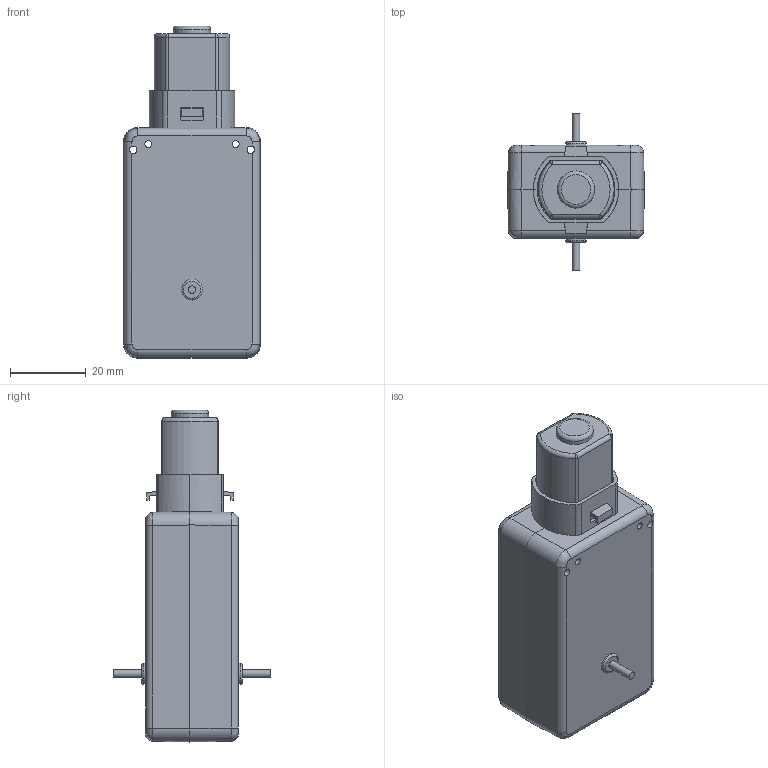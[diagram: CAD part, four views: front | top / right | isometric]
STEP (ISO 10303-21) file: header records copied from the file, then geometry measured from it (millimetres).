
FILE_DESCRIPTION(/* description */ ('STEP AP242','CAx-IF Rec.Pracs.---Representation and Presentation of Product Manufacturing Information (PMI)---4.0---2014-10-13','CAx-IF Rec.Pracs.---3D Tessellated Geometry---0.4---2014-09-14','2;1'),/* implementation_level */ '2;1');
FILE_NAME(/* name */ '65db8b93ba2010773d8ecf0d',/* time_stamp */ '2024-02-25T18:48:53Z',/* author */ (''),/* organization */ (''),/* preprocessor_version */ 'ST-DEVELOPER v19.4',/* originating_system */ ' ',/* authorisation */ ' ');
FILE_SCHEMA (('AP242_MANAGED_MODEL_BASED_3D_ENGINEERING_MIM_LF { 1 0 10303 442 1 1 4 }'));
Length unit declared in the file: metre
Products named in the file (11): Geared Motor_Final; Part 7; Part 5; Part 1; Part 3; Part 6; Part 10; Part 8; Part 4; Part 2; Part 9
Assembly tree (10 placements, depth 2):
  Geared Motor_Final
    Part 7
    Part 5
    Part 1
    Part 3
    Part 6
    Part 10
    Part 8
    Part 4
    Part 2
    Part 9
Bounding box: 36 x 41.5 x 87.48 mm (x, y, z)
Volume: 27336.6 mm3; surface area: 31099.6 mm2
Topology: 10 solids, 10 shells, 1019 faces, 2784 edges, 1782 vertices
Faces by surface type: cylinder 745, plane 107, cone 73, bspline 42, torus 36, sphere 16
Full cylindrical faces by diameter (mm): 1.8 x2, 2 x24, 2.5 x2, 3.7 x2, 4 x2, 4.5 x2, 5.5 x5, 6 x1, 9.8 x1
Entity records: 33361 total; most frequent: CARTESIAN_POINT 6948, DIRECTION 5910, ORIENTED_EDGE 5386, EDGE_CURVE 2693, AXIS2_PLACEMENT_3D 2501, VERTEX_POINT 1767, CIRCLE 1471, EDGE_LOOP 1138
